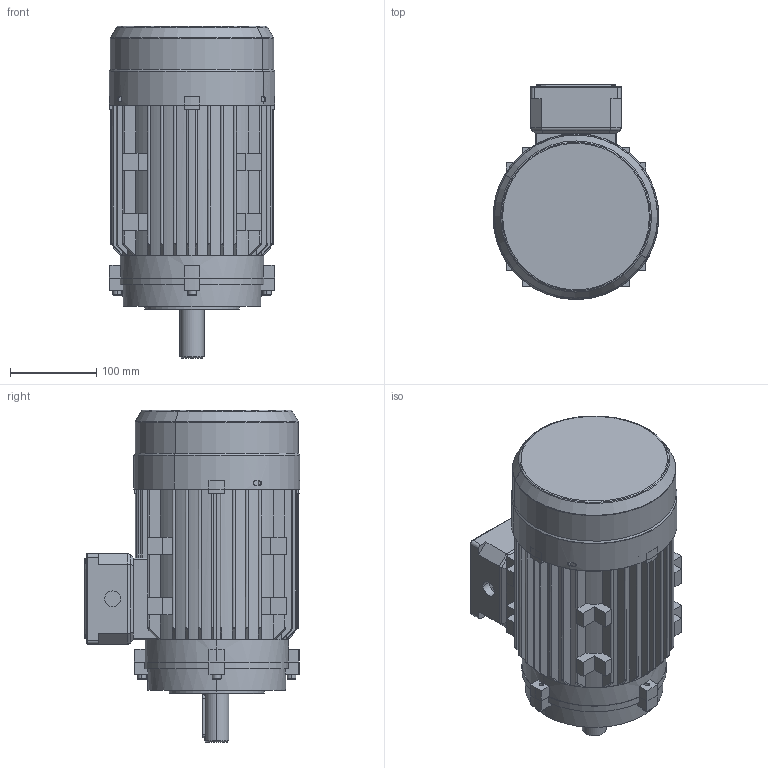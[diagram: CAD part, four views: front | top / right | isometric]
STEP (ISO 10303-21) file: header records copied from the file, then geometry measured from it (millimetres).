
FILE_DESCRIPTION (( 'STEP AP214' ), '1' );
FILE_NAME ('×°ÅäÌå1-100B14.STEP', '2021-09-24T08:14:14', ( '' ), ( '' ), 'SwSTEP 2.0', 'SolidWorks 2021', '' );
FILE_SCHEMA (( 'AUTOMOTIVE_DESIGN' ));
Length unit declared in the file: millimetre
Products named in the file (7): 100儂釱; 100粣芛; 100儂釱瑞欶; 3瘍; ヶ裔100B14; hexagon socket head cap screws gb_GB_FASTENER_SCREWS_HSHCS M6X12-N; 蚾饜极1-100B14
Assembly tree (9 placements, depth 2):
  蚾饜极1-100B14
    100儂釱
    3瘍
    100儂釱瑞欶
    100粣芛
    hexagon socket head cap screws gb_GB_FASTENER_SCREWS_HSHCS M6X12-N  x4
    ヶ裔100B14
Bounding box: 192.99 x 250.49 x 386 mm (x, y, z)
Volume: 1931007.8 mm3; surface area: 678083.4 mm2
Topology: 9 solids, 9 shells, 707 faces, 1825 edges, 1145 vertices
Faces by surface type: plane 371, cylinder 241, cone 50, torus 39, bspline 6
Entity records: 21892 total; most frequent: CARTESIAN_POINT 5760, ORIENTED_EDGE 3298, DIRECTION 3290, EDGE_CURVE 1649, AXIS2_PLACEMENT_3D 1178, VERTEX_POINT 1046, VECTOR 934, LINE 934
